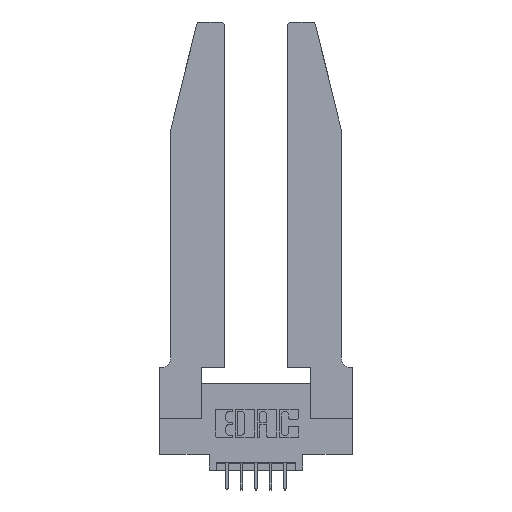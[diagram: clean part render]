
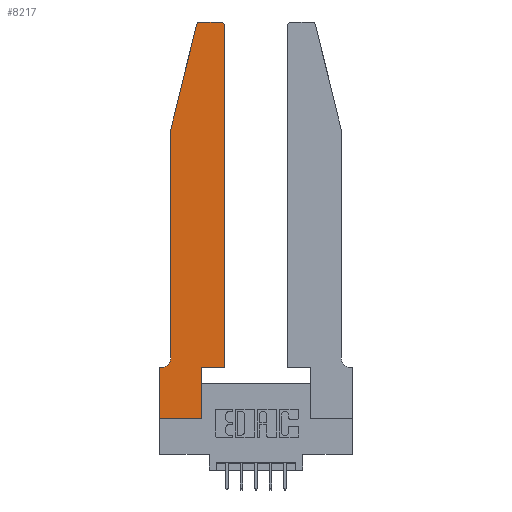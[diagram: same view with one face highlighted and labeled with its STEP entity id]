
A CAD part, top view. The second image highlights one B-rep face of the part: STEP entity #8217.
In plain terms, the highlighted planar face has unit normal (0, 0, 1).
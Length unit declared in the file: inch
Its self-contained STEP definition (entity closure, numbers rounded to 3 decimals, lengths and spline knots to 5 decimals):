
#22 = LINE ( 'NONE', #1077, #682 ) ;
#241 = CARTESIAN_POINT ( 'NONE',  ( 0., 0., 0.37 ) ) ;
#655 = EDGE_CURVE ( 'NONE', #6858, #2547, #13624, .T. ) ;
#682 = VECTOR ( 'NONE', #6280, 39.37008 ) ;
#970 = CARTESIAN_POINT ( 'NONE',  ( 0.2865, 0.35, 0.37 ) ) ;
#1037 = VERTEX_POINT ( 'NONE', #5002 ) ;
#1077 = CARTESIAN_POINT ( 'NONE',  ( 0.4505, 0.35, 0.37 ) ) ;
#1507 = DIRECTION ( 'NONE',  ( 1., 0., 0. ) ) ;
#1589 = DIRECTION ( 'NONE',  ( 0., 0., 1. ) ) ;
#1833 = EDGE_CURVE ( 'NONE', #1037, #2514, #4690, .T. ) ;
#1867 = VERTEX_POINT ( 'NONE', #11703 ) ;
#1902 = VECTOR ( 'NONE', #8710, 39.37008 ) ;
#1905 = ORIENTED_EDGE ( 'NONE', *, *, #2696, .T. ) ;
#2068 = CARTESIAN_POINT ( 'NONE',  ( 0.2865, 0.35, 0.37 ) ) ;
#2296 = VERTEX_POINT ( 'NONE', #3266 ) ;
#2413 = VECTOR ( 'NONE', #8360, 39.37008 ) ;
#2430 = EDGE_CURVE ( 'NONE', #2547, #2296, #8215, .T. ) ;
#2461 = CARTESIAN_POINT ( 'NONE',  ( 0.0055, 0.42, 0.37 ) ) ;
#2514 = VERTEX_POINT ( 'NONE', #6503 ) ;
#2547 = VERTEX_POINT ( 'NONE', #10549 ) ;
#2696 = EDGE_CURVE ( 'NONE', #11056, #13659, #4026, .T. ) ;
#2998 = CARTESIAN_POINT ( 'NONE',  ( 0.0755, 0.35, 0.37 ) ) ;
#3021 = DIRECTION ( 'NONE',  ( -0.239, -0.971, 0. ) ) ;
#3037 = CARTESIAN_POINT ( 'NONE',  ( 0., 0.35, 0.37 ) ) ;
#3266 = CARTESIAN_POINT ( 'NONE',  ( 0., 0.35, 0.37 ) ) ;
#3311 = ORIENTED_EDGE ( 'NONE', *, *, #10436, .T. ) ;
#3394 = LINE ( 'NONE', #4632, #13815 ) ;
#3738 = DIRECTION ( 'NONE',  ( 1., 0., 0. ) ) ;
#3944 = VECTOR ( 'NONE', #3021, 39.37008 ) ;
#4026 = CIRCLE ( 'NONE', #11892, 0.03 ) ;
#4133 = DIRECTION ( 'NONE',  ( 1., 0., 0. ) ) ;
#4281 = EDGE_CURVE ( 'NONE', #8938, #11056, #22, .T. ) ;
#4283 = ORIENTED_EDGE ( 'NONE', *, *, #11640, .T. ) ;
#4391 = CARTESIAN_POINT ( 'NONE',  ( 0.4505, 2.72, 0.37 ) ) ;
#4632 = CARTESIAN_POINT ( 'NONE',  ( 0.2605, 2.75, 0.37 ) ) ;
#4652 = ORIENTED_EDGE ( 'NONE', *, *, #2430, .T. ) ;
#4690 = LINE ( 'NONE', #7166, #3944 ) ;
#4955 = ORIENTED_EDGE ( 'NONE', *, *, #8546, .T. ) ;
#5002 = CARTESIAN_POINT ( 'NONE',  ( 0.25487, 2.72718, 0.37 ) ) ;
#5233 = FACE_OUTER_BOUND ( 'NONE', #6056, .T. ) ;
#5280 = CARTESIAN_POINT ( 'NONE',  ( 0.0755, 2., 0.37 ) ) ;
#5326 = LINE ( 'NONE', #2068, #11098 ) ;
#5721 = ORIENTED_EDGE ( 'NONE', *, *, #655, .T. ) ;
#5723 = ORIENTED_EDGE ( 'NONE', *, *, #4281, .T. ) ;
#6056 = EDGE_LOOP ( 'NONE', ( #3311, #4955, #10721, #4283, #5721, #4652, #9535, #7820, #9440, #7778, #5723, #1905 ) ) ;
#6089 = AXIS2_PLACEMENT_3D ( 'NONE', #3037, #7245, #4133 ) ;
#6280 = DIRECTION ( 'NONE',  ( 0., 1., 0. ) ) ;
#6290 = CARTESIAN_POINT ( 'NONE',  ( 0., 0., 0.37 ) ) ;
#6368 = CARTESIAN_POINT ( 'NONE',  ( 0., 0., 0.37 ) ) ;
#6503 = CARTESIAN_POINT ( 'NONE',  ( 0.0755, 2., 0.37 ) ) ;
#6508 = CARTESIAN_POINT ( 'NONE',  ( 0.2865, 0., 0.37 ) ) ;
#6858 = VERTEX_POINT ( 'NONE', #10141 ) ;
#6910 = VERTEX_POINT ( 'NONE', #970 ) ;
#7117 = VECTOR ( 'NONE', #11432, 39.37008 ) ;
#7166 = CARTESIAN_POINT ( 'NONE',  ( 0.0755, 2., 0.37 ) ) ;
#7214 = CARTESIAN_POINT ( 'NONE',  ( 0.284, 2.72, 0.37 ) ) ;
#7245 = DIRECTION ( 'NONE',  ( 0., 0., 1. ) ) ;
#7462 = VERTEX_POINT ( 'NONE', #6508 ) ;
#7614 = DIRECTION ( 'NONE',  ( -1., 0., 0. ) ) ;
#7778 = ORIENTED_EDGE ( 'NONE', *, *, #8777, .T. ) ;
#7799 = DIRECTION ( 'NONE',  ( 0., 0., -1. ) ) ;
#7820 = ORIENTED_EDGE ( 'NONE', *, *, #9344, .T. ) ;
#7911 = CARTESIAN_POINT ( 'NONE',  ( 0.4205, 2.72, 0.37 ) ) ;
#7968 = VECTOR ( 'NONE', #11564, 39.37008 ) ;
#8215 = LINE ( 'NONE', #2998, #7117 ) ;
#8217 = ADVANCED_FACE ( 'NONE', ( #5233 ), #9385, .T. ) ;
#8222 = DIRECTION ( 'NONE',  ( 1., 0., 0. ) ) ;
#8352 = AXIS2_PLACEMENT_3D ( 'NONE', #7214, #11575, #8222 ) ;
#8360 = DIRECTION ( 'NONE',  ( 0., -1., 0. ) ) ;
#8546 = EDGE_CURVE ( 'NONE', #1867, #1037, #12231, .T. ) ;
#8591 = DIRECTION ( 'NONE',  ( -1., 0., 0. ) ) ;
#8710 = DIRECTION ( 'NONE',  ( 1., 0., 0. ) ) ;
#8777 = EDGE_CURVE ( 'NONE', #6910, #8938, #9752, .T. ) ;
#8938 = VERTEX_POINT ( 'NONE', #10392 ) ;
#9162 = EDGE_CURVE ( 'NONE', #7462, #6910, #5326, .T. ) ;
#9344 = EDGE_CURVE ( 'NONE', #13361, #7462, #12124, .T. ) ;
#9385 = PLANE ( 'NONE',  #6089 ) ;
#9440 = ORIENTED_EDGE ( 'NONE', *, *, #9162, .T. ) ;
#9535 = ORIENTED_EDGE ( 'NONE', *, *, #11965, .T. ) ;
#9602 = DIRECTION ( 'NONE',  ( 0., 1., 0. ) ) ;
#9752 = LINE ( 'NONE', #13312, #1902 ) ;
#10141 = CARTESIAN_POINT ( 'NONE',  ( 0.0755, 0.42, 0.37 ) ) ;
#10213 = AXIS2_PLACEMENT_3D ( 'NONE', #2461, #7799, #8591 ) ;
#10392 = CARTESIAN_POINT ( 'NONE',  ( 0.4505, 0.35, 0.37 ) ) ;
#10436 = EDGE_CURVE ( 'NONE', #13659, #1867, #3394, .T. ) ;
#10549 = CARTESIAN_POINT ( 'NONE',  ( 0.0055, 0.35, 0.37 ) ) ;
#10721 = ORIENTED_EDGE ( 'NONE', *, *, #1833, .T. ) ;
#11056 = VERTEX_POINT ( 'NONE', #4391 ) ;
#11098 = VECTOR ( 'NONE', #9602, 39.37008 ) ;
#11432 = DIRECTION ( 'NONE',  ( -1., 0., 0. ) ) ;
#11564 = DIRECTION ( 'NONE',  ( 0., -1., 0. ) ) ;
#11575 = DIRECTION ( 'NONE',  ( 0., 0., 1. ) ) ;
#11640 = EDGE_CURVE ( 'NONE', #2514, #6858, #12564, .T. ) ;
#11697 = LINE ( 'NONE', #6290, #7968 ) ;
#11703 = CARTESIAN_POINT ( 'NONE',  ( 0.284, 2.75, 0.37 ) ) ;
#11892 = AXIS2_PLACEMENT_3D ( 'NONE', #7911, #1589, #3738 ) ;
#11965 = EDGE_CURVE ( 'NONE', #2296, #13361, #11697, .T. ) ;
#12124 = LINE ( 'NONE', #241, #12457 ) ;
#12231 = CIRCLE ( 'NONE', #8352, 0.03 ) ;
#12457 = VECTOR ( 'NONE', #1507, 39.37008 ) ;
#12531 = CARTESIAN_POINT ( 'NONE',  ( 0.4205, 2.75, 0.37 ) ) ;
#12564 = LINE ( 'NONE', #5280, #2413 ) ;
#13312 = CARTESIAN_POINT ( 'NONE',  ( 0.4505, 0.35, 0.37 ) ) ;
#13361 = VERTEX_POINT ( 'NONE', #6368 ) ;
#13624 = CIRCLE ( 'NONE', #10213, 0.07 ) ;
#13659 = VERTEX_POINT ( 'NONE', #12531 ) ;
#13815 = VECTOR ( 'NONE', #7614, 39.37008 ) ;
